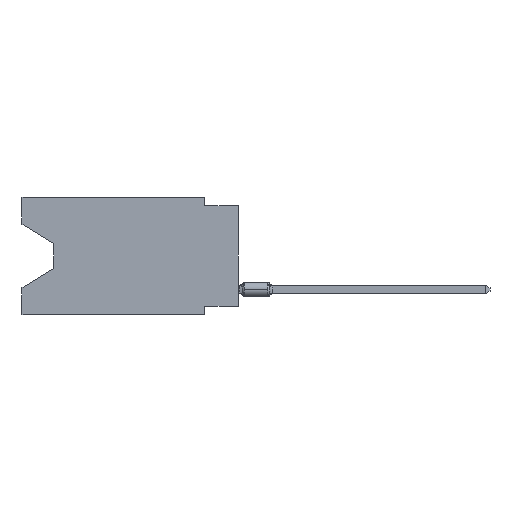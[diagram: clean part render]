
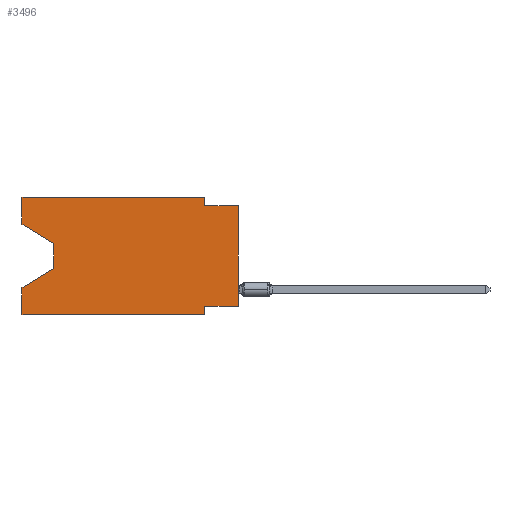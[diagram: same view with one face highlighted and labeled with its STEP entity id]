
A CAD part, left-side view. The second image highlights one B-rep face of the part: STEP entity #3496.
In plain terms, the highlighted planar face has unit normal (-1, 0, 0).
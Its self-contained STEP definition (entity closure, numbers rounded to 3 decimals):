
#137 = EDGE_CURVE ( 'NONE', #5841, #1829, #7027, .T. ) ;
#202 = EDGE_CURVE ( 'NONE', #9810, #19104, #9205, .T. ) ;
#247 = CARTESIAN_POINT ( 'NONE',  ( 0., 16.383, 0. ) ) ;
#359 = CARTESIAN_POINT ( 'NONE',  ( 0., 16.383, -2.038 ) ) ;
#736 = EDGE_CURVE ( 'NONE', #12085, #8226, #12107, .T. ) ;
#774 = CARTESIAN_POINT ( 'NONE',  ( 0., 13.97, -3.505 ) ) ;
#843 = EDGE_CURVE ( 'NONE', #8226, #8979, #16266, .T. ) ;
#1453 = DIRECTION ( 'NONE',  ( 0., 0., -1. ) ) ;
#1501 = VECTOR ( 'NONE', #18525, 1000. ) ;
#1805 = LINE ( 'NONE', #4690, #11033 ) ;
#1829 = VERTEX_POINT ( 'NONE', #3390 ) ;
#2066 = VECTOR ( 'NONE', #1453, 1000. ) ;
#2606 = ORIENTED_EDGE ( 'NONE', *, *, #16239, .T. ) ;
#2637 = CARTESIAN_POINT ( 'NONE',  ( 0., 13.97, -5.385 ) ) ;
#2650 = CARTESIAN_POINT ( 'NONE',  ( 0., 2.54, 0. ) ) ;
#2673 = EDGE_CURVE ( 'NONE', #17931, #1829, #12787, .T. ) ;
#3090 = CARTESIAN_POINT ( 'NONE',  ( 0., 16.383, -8.89 ) ) ;
#3174 = CARTESIAN_POINT ( 'NONE',  ( 0., 16.383, 0. ) ) ;
#3390 = CARTESIAN_POINT ( 'NONE',  ( 0., 16.383, -6.852 ) ) ;
#3483 = VECTOR ( 'NONE', #12673, 1000. ) ;
#3496 = ADVANCED_FACE ( 'NONE', ( #17085 ), #18579, .F. ) ;
#3635 = LINE ( 'NONE', #359, #19057 ) ;
#3886 = LINE ( 'NONE', #8465, #6915 ) ;
#3942 = DIRECTION ( 'NONE',  ( 0., 0.855, -0.519 ) ) ;
#4197 = CARTESIAN_POINT ( 'NONE',  ( 0., 13.97, -5.385 ) ) ;
#4320 = CARTESIAN_POINT ( 'NONE',  ( 0., 16.383, 0. ) ) ;
#4583 = CARTESIAN_POINT ( 'NONE',  ( 0., 0., -0.635 ) ) ;
#4690 = CARTESIAN_POINT ( 'NONE',  ( 0., 0., 0. ) ) ;
#4760 = ORIENTED_EDGE ( 'NONE', *, *, #202, .F. ) ;
#5159 = CARTESIAN_POINT ( 'NONE',  ( 0., 16.383, -8.89 ) ) ;
#5841 = VERTEX_POINT ( 'NONE', #4197 ) ;
#5902 = EDGE_CURVE ( 'NONE', #17931, #6954, #6469, .T. ) ;
#6089 = VERTEX_POINT ( 'NONE', #13421 ) ;
#6469 = LINE ( 'NONE', #3090, #7404 ) ;
#6545 = LINE ( 'NONE', #774, #17588 ) ;
#6785 = CARTESIAN_POINT ( 'NONE',  ( 0., 2.54, -8.89 ) ) ;
#6842 = VECTOR ( 'NONE', #10320, 1000. ) ;
#6871 = DIRECTION ( 'NONE',  ( 0., 1., 0. ) ) ;
#6915 = VECTOR ( 'NONE', #6871, 1000. ) ;
#6950 = CARTESIAN_POINT ( 'NONE',  ( 0., 0., -0.635 ) ) ;
#6954 = VERTEX_POINT ( 'NONE', #13570 ) ;
#7027 = LINE ( 'NONE', #2637, #16172 ) ;
#7070 = ORIENTED_EDGE ( 'NONE', *, *, #9556, .T. ) ;
#7404 = VECTOR ( 'NONE', #12547, 1000. ) ;
#7507 = EDGE_CURVE ( 'NONE', #19644, #5841, #6545, .T. ) ;
#8226 = VERTEX_POINT ( 'NONE', #11373 ) ;
#8465 = CARTESIAN_POINT ( 'NONE',  ( 0., 0., -8.255 ) ) ;
#8607 = CARTESIAN_POINT ( 'NONE',  ( 0., 16.383, -2.038 ) ) ;
#8979 = VERTEX_POINT ( 'NONE', #4583 ) ;
#9149 = ORIENTED_EDGE ( 'NONE', *, *, #11763, .F. ) ;
#9205 = LINE ( 'NONE', #247, #19333 ) ;
#9556 = EDGE_CURVE ( 'NONE', #9810, #19644, #3635, .T. ) ;
#9715 = ORIENTED_EDGE ( 'NONE', *, *, #736, .F. ) ;
#9771 = VECTOR ( 'NONE', #14875, 1000. ) ;
#9810 = VERTEX_POINT ( 'NONE', #8607 ) ;
#10320 = DIRECTION ( 'NONE',  ( 0., -1., 0. ) ) ;
#11033 = VECTOR ( 'NONE', #17210, 1000. ) ;
#11145 = DIRECTION ( 'NONE',  ( 0., 0., -1. ) ) ;
#11373 = CARTESIAN_POINT ( 'NONE',  ( 0., 2.54, -0.635 ) ) ;
#11763 = EDGE_CURVE ( 'NONE', #6089, #19172, #3886, .T. ) ;
#12085 = VERTEX_POINT ( 'NONE', #16977 ) ;
#12107 = LINE ( 'NONE', #2650, #2066 ) ;
#12329 = ORIENTED_EDGE ( 'NONE', *, *, #7507, .T. ) ;
#12481 = CARTESIAN_POINT ( 'NONE',  ( 0., 16.383, 0. ) ) ;
#12547 = DIRECTION ( 'NONE',  ( 0., -1., 0. ) ) ;
#12673 = DIRECTION ( 'NONE',  ( 0., 0., -1. ) ) ;
#12787 = LINE ( 'NONE', #12481, #1501 ) ;
#13421 = CARTESIAN_POINT ( 'NONE',  ( 0., 0., -8.255 ) ) ;
#13570 = CARTESIAN_POINT ( 'NONE',  ( 0., 2.54, -8.89 ) ) ;
#13868 = ORIENTED_EDGE ( 'NONE', *, *, #137, .T. ) ;
#14182 = DIRECTION ( 'NONE',  ( 0., -0.855, -0.519 ) ) ;
#14503 = DIRECTION ( 'NONE',  ( 0., 0., -1. ) ) ;
#14598 = EDGE_LOOP ( 'NONE', ( #7070, #12329, #13868, #19273, #18414, #17281, #9149, #2606, #17264, #9715, #14816, #4760 ) ) ;
#14816 = ORIENTED_EDGE ( 'NONE', *, *, #16039, .F. ) ;
#14875 = DIRECTION ( 'NONE',  ( 0., -1., 0. ) ) ;
#16039 = EDGE_CURVE ( 'NONE', #19104, #12085, #16539, .T. ) ;
#16099 = CARTESIAN_POINT ( 'NONE',  ( 0., 16.383, 0. ) ) ;
#16172 = VECTOR ( 'NONE', #3942, 1000. ) ;
#16239 = EDGE_CURVE ( 'NONE', #6089, #8979, #1805, .T. ) ;
#16266 = LINE ( 'NONE', #6950, #6842 ) ;
#16539 = LINE ( 'NONE', #4320, #9771 ) ;
#16841 = DIRECTION ( 'NONE',  ( 0., 0., 1. ) ) ;
#16977 = CARTESIAN_POINT ( 'NONE',  ( 0., 2.54, 0. ) ) ;
#17085 = FACE_OUTER_BOUND ( 'NONE', #14598, .T. ) ;
#17210 = DIRECTION ( 'NONE',  ( 0., 0., 1. ) ) ;
#17264 = ORIENTED_EDGE ( 'NONE', *, *, #843, .F. ) ;
#17281 = ORIENTED_EDGE ( 'NONE', *, *, #18613, .F. ) ;
#17391 = CARTESIAN_POINT ( 'NONE',  ( 0., 2.54, -8.255 ) ) ;
#17588 = VECTOR ( 'NONE', #14503, 1000. ) ;
#17931 = VERTEX_POINT ( 'NONE', #5159 ) ;
#17950 = CARTESIAN_POINT ( 'NONE',  ( 0., 13.97, -3.505 ) ) ;
#18279 = DIRECTION ( 'NONE',  ( 1., 0., 0. ) ) ;
#18358 = AXIS2_PLACEMENT_3D ( 'NONE', #3174, #18279, #11145 ) ;
#18414 = ORIENTED_EDGE ( 'NONE', *, *, #5902, .T. ) ;
#18525 = DIRECTION ( 'NONE',  ( 0., 0., 1. ) ) ;
#18579 = PLANE ( 'NONE',  #18358 ) ;
#18611 = LINE ( 'NONE', #6785, #3483 ) ;
#18613 = EDGE_CURVE ( 'NONE', #19172, #6954, #18611, .T. ) ;
#19057 = VECTOR ( 'NONE', #14182, 1000. ) ;
#19104 = VERTEX_POINT ( 'NONE', #16099 ) ;
#19172 = VERTEX_POINT ( 'NONE', #17391 ) ;
#19273 = ORIENTED_EDGE ( 'NONE', *, *, #2673, .F. ) ;
#19333 = VECTOR ( 'NONE', #16841, 1000. ) ;
#19644 = VERTEX_POINT ( 'NONE', #17950 ) ;
